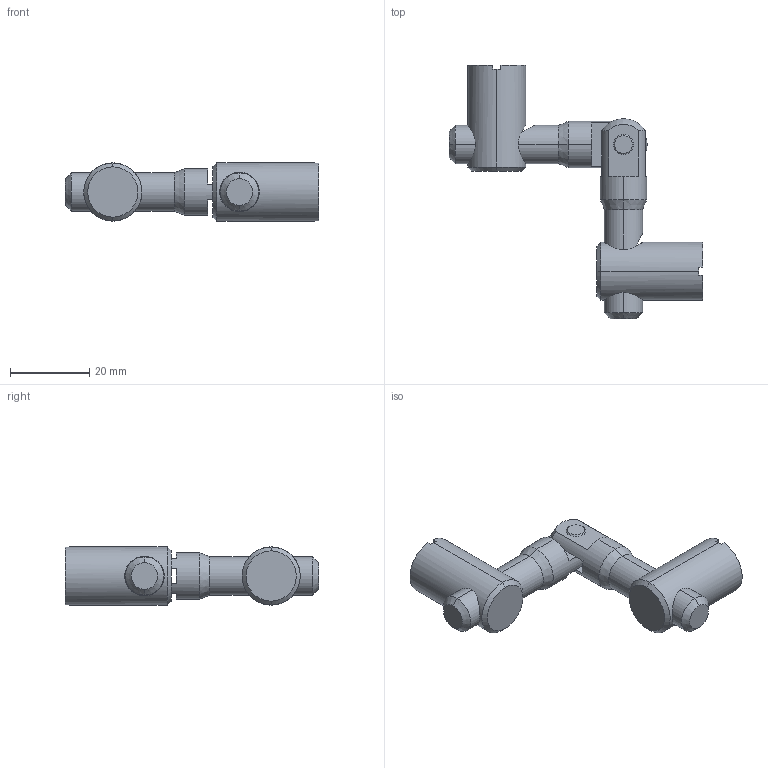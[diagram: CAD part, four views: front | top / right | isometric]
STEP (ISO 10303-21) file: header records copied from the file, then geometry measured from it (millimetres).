
FILE_DESCRIPTION (( 'STEP AP214' ), '1' );
FILE_NAME ('SNSD.30.50.09 Óãëîâîé ñîåäèíèòåëü 85-180 ãðàäóñîâ(B09), ïàç 10.STEP', '2014-11-14T11:00:16', ( 'XTreme.ws' ), ( 'XTreme.ws' ), 'SwSTEP 2.0', 'SolidWorks 2014', '' );
FILE_SCHEMA (( 'AUTOMOTIVE_DESIGN' ));
Length unit declared in the file: millimetre
Products named in the file (5): SNSD.30.50.35 鎔艜_00; SNSD.30.50.34 栺魛鳧_00; SNSD.30.50.33 眈錼鐻00; SNSD.30.50.32 眈錼鐻00; SNSD.30.50.09  Óãëîâîé ñîåäèíèòåëü 85-180 ãðàäóñîâ(B09), ïàç 10
Assembly tree (6 placements, depth 2):
  SNSD.30.50.09  Óãëîâîé ñîåäèíèòåëü 85-180 ãðàäóñîâ(B09), ïàç 10
    SNSD.30.50.32 眈錼鐻00
    SNSD.30.50.33 眈錼鐻00
    SNSD.30.50.34 栺魛鳧_00  x2
    SNSD.30.50.35 鎔艜_00  x2
Bounding box: 64 x 64 x 14.7 mm (x, y, z)
Volume: 13383.3 mm3; surface area: 9280 mm2
Topology: 6 solids, 6 shells, 143 faces, 346 edges, 219 vertices
Faces by surface type: plane 63, cylinder 36, cone 34, sphere 6, torus 4
Entity records: 3453 total; most frequent: CARTESIAN_POINT 895, DIRECTION 525, ORIENTED_EDGE 460, EDGE_CURVE 230, AXIS2_PLACEMENT_3D 214, VERTEX_POINT 146, EDGE_LOOP 110, CIRCLE 108
